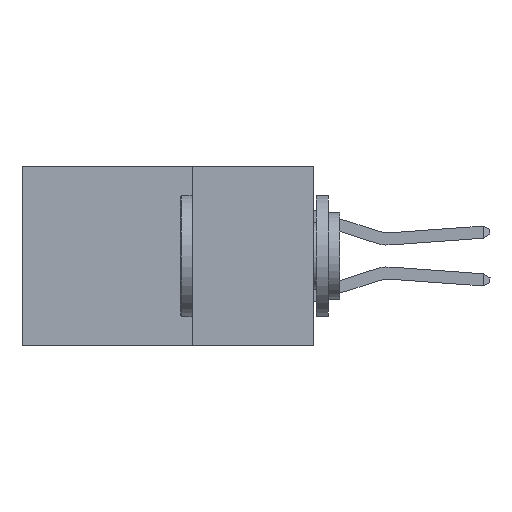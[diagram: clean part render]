
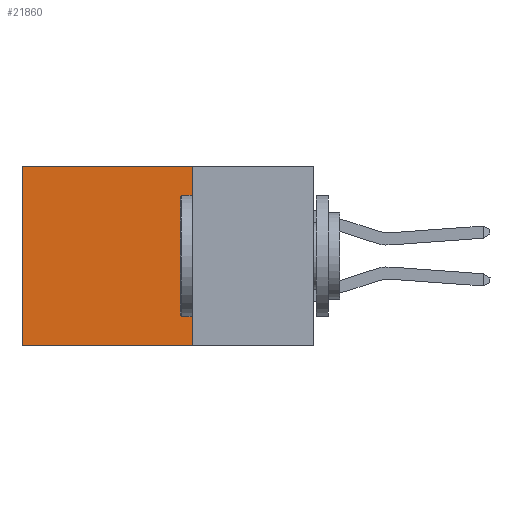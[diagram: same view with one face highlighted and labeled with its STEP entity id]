
A CAD part, left-side view. The second image highlights one B-rep face of the part: STEP entity #21860.
In plain terms, the highlighted planar face has unit normal (-1, 0, 0).
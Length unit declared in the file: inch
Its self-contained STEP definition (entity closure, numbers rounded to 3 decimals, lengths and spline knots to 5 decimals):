
#353 = EDGE_CURVE ( 'NONE', #11430, #16698, #16494, .T. ) ;
#555 = CARTESIAN_POINT ( 'NONE',  ( 0.2875, 0.6, 0. ) ) ;
#1593 = LINE ( 'NONE', #19569, #20083 ) ;
#1805 = VECTOR ( 'NONE', #6646, 39.37008 ) ;
#1866 = VERTEX_POINT ( 'NONE', #20827 ) ;
#1869 = CARTESIAN_POINT ( 'NONE',  ( 0.2875, 0.25, 0. ) ) ;
#2459 = CARTESIAN_POINT ( 'NONE',  ( 0.2875, 0.25, 0. ) ) ;
#4302 = DIRECTION ( 'NONE',  ( 0., 0., -1. ) ) ;
#5503 = ORIENTED_EDGE ( 'NONE', *, *, #17263, .F. ) ;
#6379 = ORIENTED_EDGE ( 'NONE', *, *, #18729, .T. ) ;
#6411 = VERTEX_POINT ( 'NONE', #15707 ) ;
#6621 = LINE ( 'NONE', #10188, #1805 ) ;
#6646 = DIRECTION ( 'NONE',  ( 0., 0., -1. ) ) ;
#7330 = AXIS2_PLACEMENT_3D ( 'NONE', #2459, #14983, #4302 ) ;
#7518 = CARTESIAN_POINT ( 'NONE',  ( 0.2875, 0.25, 0. ) ) ;
#7747 = VECTOR ( 'NONE', #21989, 39.37008 ) ;
#8604 = ORIENTED_EDGE ( 'NONE', *, *, #18333, .F. ) ;
#10188 = CARTESIAN_POINT ( 'NONE',  ( 0.2875, 0.25, 0. ) ) ;
#10254 = DIRECTION ( 'NONE',  ( 0., 1., 0. ) ) ;
#11430 = VERTEX_POINT ( 'NONE', #7518 ) ;
#12633 = CARTESIAN_POINT ( 'NONE',  ( 0.2875, 0.6, 0. ) ) ;
#13184 = PLANE ( 'NONE',  #7330 ) ;
#14983 = DIRECTION ( 'NONE',  ( 1., 0., 0. ) ) ;
#15397 = VECTOR ( 'NONE', #10254, 39.37008 ) ;
#15707 = CARTESIAN_POINT ( 'NONE',  ( 0.2875, 0.25, -0.37 ) ) ;
#16494 = LINE ( 'NONE', #1869, #15397 ) ;
#16698 = VERTEX_POINT ( 'NONE', #12633 ) ;
#16758 = FACE_OUTER_BOUND ( 'NONE', #23036, .T. ) ;
#17263 = EDGE_CURVE ( 'NONE', #6411, #1866, #1593, .T. ) ;
#18333 = EDGE_CURVE ( 'NONE', #11430, #6411, #6621, .T. ) ;
#18729 = EDGE_CURVE ( 'NONE', #16698, #1866, #21945, .T. ) ;
#18768 = ORIENTED_EDGE ( 'NONE', *, *, #353, .T. ) ;
#19569 = CARTESIAN_POINT ( 'NONE',  ( 0.2875, 0.25, -0.37 ) ) ;
#20083 = VECTOR ( 'NONE', #21352, 39.37008 ) ;
#20827 = CARTESIAN_POINT ( 'NONE',  ( 0.2875, 0.6, -0.37 ) ) ;
#21352 = DIRECTION ( 'NONE',  ( 0., 1., 0. ) ) ;
#21860 = ADVANCED_FACE ( 'NONE', ( #16758 ), #13184, .F. ) ;
#21945 = LINE ( 'NONE', #555, #7747 ) ;
#21989 = DIRECTION ( 'NONE',  ( 0., 0., -1. ) ) ;
#23036 = EDGE_LOOP ( 'NONE', ( #6379, #5503, #8604, #18768 ) ) ;
